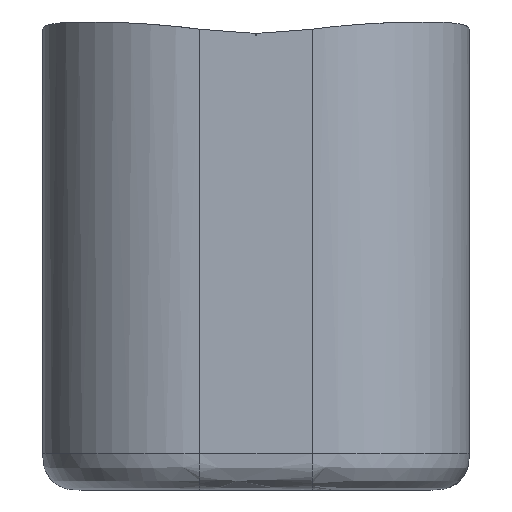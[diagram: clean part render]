
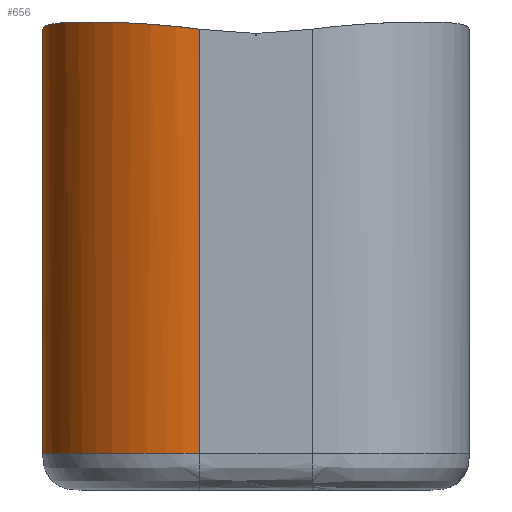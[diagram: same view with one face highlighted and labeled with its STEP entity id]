
A CAD part, left-side view. The second image highlights one B-rep face of the part: STEP entity #656.
In plain terms, the highlighted cylindrical face has radius 10.854 mm (diameter 21.708 mm), a partial arc.
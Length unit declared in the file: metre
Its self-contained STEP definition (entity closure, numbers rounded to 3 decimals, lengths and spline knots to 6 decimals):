
#15=CYLINDRICAL_SURFACE('',#715,0.010854);
#20=LINE('',#875,#36);
#27=LINE('',#1009,#43);
#36=VECTOR('',#736,1.);
#43=VECTOR('',#755,1.);
#127=ORIENTED_EDGE('',*,*,#324,.T.);
#128=ORIENTED_EDGE('',*,*,#328,.T.);
#129=ORIENTED_EDGE('',*,*,#298,.F.);
#130=ORIENTED_EDGE('',*,*,#329,.T.);
#298=EDGE_CURVE('',#401,#402,#20,.T.);
#324=EDGE_CURVE('',#422,#421,#27,.T.);
#328=EDGE_CURVE('',#421,#402,#484,.T.);
#329=EDGE_CURVE('',#401,#422,#485,.T.);
#401=VERTEX_POINT('',#876);
#402=VERTEX_POINT('',#877);
#421=VERTEX_POINT('',#1008);
#422=VERTEX_POINT('',#1010);
#484=B_SPLINE_CURVE_WITH_KNOTS('',3,(#1026,#1027,#1028,#1029,#1030,#1031,
#1032),.UNSPECIFIED.,.F.,.F.,(4,1,1,1,4),(0.,0.25,0.5,0.75,1.),
 .UNSPECIFIED.);
#485=B_SPLINE_CURVE_WITH_KNOTS('',3,(#1033,#1034,#1035,#1036,#1037,#1038,
#1039,#1040,#1041),.UNSPECIFIED.,.F.,.F.,(4,1,1,1,1,1,4),(0.,0.25,0.375,
0.5,0.625,0.75,1.),.UNSPECIFIED.);
#550=EDGE_LOOP('',(#127,#128,#129,#130));
#598=FACE_BOUND('',#550,.T.);
#656=ADVANCED_FACE('',(#598),#15,.T.);
#715=AXIS2_PLACEMENT_3D('',#1025,#756,#757);
#736=DIRECTION('',(0.,0.,-1.));
#755=DIRECTION('',(0.,0.,-1.));
#756=DIRECTION('',(0.,0.,-1.));
#757=DIRECTION('',(-1.,0.,0.));
#875=CARTESIAN_POINT('',(-0.034036,0.003878,0.03302));
#876=CARTESIAN_POINT('',(-0.034036,0.003878,0.031826));
#877=CARTESIAN_POINT('',(-0.034036,0.003878,0.00254));
#1008=CARTESIAN_POINT('',(-0.023182,0.014732,0.00254));
#1009=CARTESIAN_POINT('',(-0.023182,0.014732,0.03302));
#1010=CARTESIAN_POINT('',(-0.023182,0.014732,0.031826));
#1025=CARTESIAN_POINT('',(-0.023182,0.003878,0.03302));
#1026=CARTESIAN_POINT('',(-0.023182,0.014732,0.00254));
#1027=CARTESIAN_POINT('',(-0.024603,0.014732,0.00254));
#1028=CARTESIAN_POINT('',(-0.027444,0.014167,0.00254));
#1029=CARTESIAN_POINT('',(-0.031057,0.011753,0.00254));
#1030=CARTESIAN_POINT('',(-0.033471,0.00814,0.00254));
#1031=CARTESIAN_POINT('',(-0.034036,0.005299,0.00254));
#1032=CARTESIAN_POINT('',(-0.034036,0.003878,0.00254));
#1033=CARTESIAN_POINT('',(-0.034036,0.003878,0.031826));
#1034=CARTESIAN_POINT('',(-0.034036,0.005099,0.031993));
#1035=CARTESIAN_POINT('',(-0.033721,0.007093,0.03218));
#1036=CARTESIAN_POINT('',(-0.032417,0.009734,0.032305));
#1037=CARTESIAN_POINT('',(-0.030927,0.011611,0.032337));
#1038=CARTESIAN_POINT('',(-0.029046,0.013109,0.032306));
#1039=CARTESIAN_POINT('',(-0.026402,0.014416,0.032181));
#1040=CARTESIAN_POINT('',(-0.024405,0.014732,0.031993));
#1041=CARTESIAN_POINT('',(-0.023182,0.014732,0.031826));
